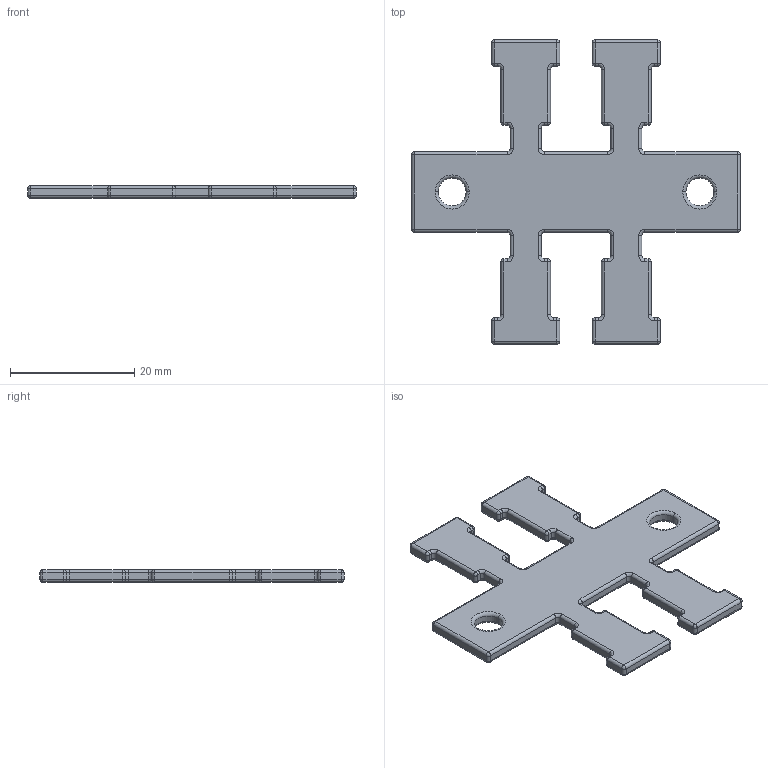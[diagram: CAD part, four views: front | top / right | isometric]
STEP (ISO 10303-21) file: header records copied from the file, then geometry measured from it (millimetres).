
FILE_DESCRIPTION (( 'STEP AP214' ), '1' );
FILE_NAME ('1041-031.STEP', '2024-08-28T08:35:08', ( '' ), ( '' ), 'SwSTEP 2.0', 'SolidWorks 2022', '' );
FILE_SCHEMA (( 'AUTOMOTIVE_DESIGN' ));
Length unit declared in the file: millimetre
Products named in the file (1): 1041-031
Bounding box: 52.9 x 49 x 2 mm (x, y, z)
Volume: 2426.7 mm3; surface area: 2999.1 mm2
Topology: 1 solids, 1 shells, 326 faces, 756 edges, 376 vertices
Faces by surface type: cylinder 160, torus 56, sphere 56, plane 54
Entity records: 8694 total; most frequent: DIRECTION 1738, CARTESIAN_POINT 1403, ORIENTED_EDGE 1400, AXIS2_PLACEMENT_3D 711, EDGE_CURVE 700, CIRCLE 384, VERTEX_POINT 376, EDGE_LOOP 330
